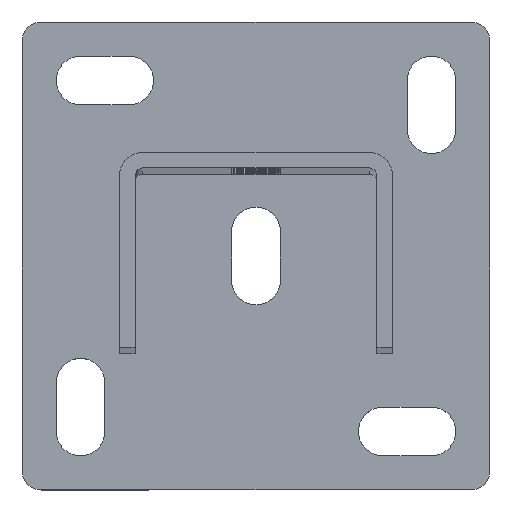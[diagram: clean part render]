
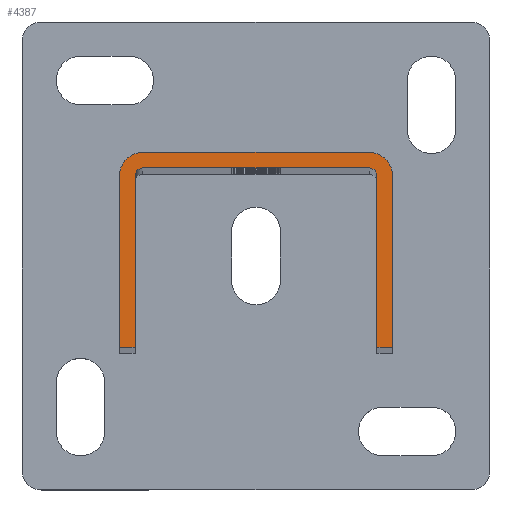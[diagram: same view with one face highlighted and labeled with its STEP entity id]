
A CAD part, top view. The second image highlights one B-rep face of the part: STEP entity #4387.
In plain terms, the highlighted planar face has unit normal (0, 0, 1).
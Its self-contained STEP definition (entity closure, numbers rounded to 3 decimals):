
#16 = VECTOR ( 'NONE', #8843, 1000. ) ;
#107 = CARTESIAN_POINT ( 'NONE',  ( -29., 19., 908. ) ) ;
#149 = VERTEX_POINT ( 'NONE', #4467 ) ;
#416 = CARTESIAN_POINT ( 'NONE',  ( 29., 25., 908. ) ) ;
#650 = EDGE_LOOP ( 'NONE', ( #5906, #7556, #5724, #2382, #5920, #2635, #8699, #4624, #10742, #5104, #5190, #3647 ) ) ;
#822 = EDGE_CURVE ( 'NONE', #2925, #5018, #1220, .T. ) ;
#1173 = VECTOR ( 'NONE', #5121, 1000. ) ;
#1220 = CIRCLE ( 'NONE', #10441, 6. ) ;
#1250 = LINE ( 'NONE', #7244, #4604 ) ;
#1254 = AXIS2_PLACEMENT_3D ( 'NONE', #6015, #1870, #10962 ) ;
#1454 = LINE ( 'NONE', #7395, #6442 ) ;
#1614 = CIRCLE ( 'NONE', #3202, 2. ) ;
#1668 = VERTEX_POINT ( 'NONE', #4507 ) ;
#1838 = CIRCLE ( 'NONE', #8226, 2. ) ;
#1870 = DIRECTION ( 'NONE',  ( 0., 0., -1. ) ) ;
#1895 = CARTESIAN_POINT ( 'NONE',  ( -29., 19., 908. ) ) ;
#2070 = CARTESIAN_POINT ( 'NONE',  ( -35., -25., 908. ) ) ;
#2080 = EDGE_CURVE ( 'NONE', #6495, #2689, #1250, .T. ) ;
#2167 = VERTEX_POINT ( 'NONE', #2297 ) ;
#2234 = CARTESIAN_POINT ( 'NONE',  ( 29., 19., 908. ) ) ;
#2297 = CARTESIAN_POINT ( 'NONE',  ( -35., 19., 908. ) ) ;
#2382 = ORIENTED_EDGE ( 'NONE', *, *, #822, .F. ) ;
#2576 = CARTESIAN_POINT ( 'NONE',  ( -31., -25., 908. ) ) ;
#2635 = ORIENTED_EDGE ( 'NONE', *, *, #5457, .F. ) ;
#2689 = VERTEX_POINT ( 'NONE', #9250 ) ;
#2752 = EDGE_CURVE ( 'NONE', #6097, #10918, #6066, .T. ) ;
#2899 = DIRECTION ( 'NONE',  ( 0., 0., -1. ) ) ;
#2925 = VERTEX_POINT ( 'NONE', #416 ) ;
#2959 = EDGE_CURVE ( 'NONE', #1668, #2167, #6304, .T. ) ;
#3085 = EDGE_CURVE ( 'NONE', #149, #7801, #8173, .T. ) ;
#3152 = EDGE_CURVE ( 'NONE', #7801, #6097, #1614, .T. ) ;
#3202 = AXIS2_PLACEMENT_3D ( 'NONE', #107, #9479, #8595 ) ;
#3207 = VECTOR ( 'NONE', #7742, 1000. ) ;
#3384 = VECTOR ( 'NONE', #5445, 1000. ) ;
#3647 = ORIENTED_EDGE ( 'NONE', *, *, #8287, .T. ) ;
#3692 = VERTEX_POINT ( 'NONE', #10462 ) ;
#3794 = DIRECTION ( 'NONE',  ( 0., -1., 0. ) ) ;
#3991 = DIRECTION ( 'NONE',  ( 0., -1., 0. ) ) ;
#4387 = ADVANCED_FACE ( 'NONE', ( #7596 ), #6814, .F. ) ;
#4467 = CARTESIAN_POINT ( 'NONE',  ( -31., -25., 908. ) ) ;
#4500 = CARTESIAN_POINT ( 'NONE',  ( 35., 19., 908. ) ) ;
#4507 = CARTESIAN_POINT ( 'NONE',  ( -35., -25., 908. ) ) ;
#4604 = VECTOR ( 'NONE', #3794, 1000. ) ;
#4624 = ORIENTED_EDGE ( 'NONE', *, *, #10883, .F. ) ;
#4774 = DIRECTION ( 'NONE',  ( 1., 0., 0. ) ) ;
#5018 = VERTEX_POINT ( 'NONE', #4500 ) ;
#5104 = ORIENTED_EDGE ( 'NONE', *, *, #3152, .T. ) ;
#5121 = DIRECTION ( 'NONE',  ( -1., 0., 0. ) ) ;
#5190 = ORIENTED_EDGE ( 'NONE', *, *, #2752, .T. ) ;
#5231 = CARTESIAN_POINT ( 'NONE',  ( -29., 21., 908. ) ) ;
#5445 = DIRECTION ( 'NONE',  ( -1., 0., 0. ) ) ;
#5457 = EDGE_CURVE ( 'NONE', #2167, #3692, #10820, .T. ) ;
#5663 = CARTESIAN_POINT ( 'NONE',  ( 31., 19., 908. ) ) ;
#5724 = ORIENTED_EDGE ( 'NONE', *, *, #8896, .F. ) ;
#5906 = ORIENTED_EDGE ( 'NONE', *, *, #2080, .T. ) ;
#5920 = ORIENTED_EDGE ( 'NONE', *, *, #7486, .F. ) ;
#5924 = CARTESIAN_POINT ( 'NONE',  ( -31., -25., 908. ) ) ;
#6015 = CARTESIAN_POINT ( 'NONE',  ( 29., 19., 908. ) ) ;
#6066 = LINE ( 'NONE', #5231, #3207 ) ;
#6097 = VERTEX_POINT ( 'NONE', #8381 ) ;
#6304 = LINE ( 'NONE', #2070, #16 ) ;
#6405 = EDGE_CURVE ( 'NONE', #6604, #2689, #8736, .T. ) ;
#6442 = VECTOR ( 'NONE', #3991, 1000. ) ;
#6495 = VERTEX_POINT ( 'NONE', #5663 ) ;
#6503 = DIRECTION ( 'NONE',  ( -1., 0., 0. ) ) ;
#6604 = VERTEX_POINT ( 'NONE', #6723 ) ;
#6669 = DIRECTION ( 'NONE',  ( 0., 0., -1. ) ) ;
#6723 = CARTESIAN_POINT ( 'NONE',  ( 35., -25., 908. ) ) ;
#6814 = PLANE ( 'NONE',  #1254 ) ;
#6853 = CARTESIAN_POINT ( 'NONE',  ( 29., 19., 908. ) ) ;
#6878 = CARTESIAN_POINT ( 'NONE',  ( -31., 19., 908. ) ) ;
#7244 = CARTESIAN_POINT ( 'NONE',  ( 31., 19., 908. ) ) ;
#7395 = CARTESIAN_POINT ( 'NONE',  ( 35., 19., 908. ) ) ;
#7486 = EDGE_CURVE ( 'NONE', #3692, #2925, #9844, .T. ) ;
#7556 = ORIENTED_EDGE ( 'NONE', *, *, #6405, .F. ) ;
#7596 = FACE_OUTER_BOUND ( 'NONE', #650, .T. ) ;
#7742 = DIRECTION ( 'NONE',  ( 1., 0., 0. ) ) ;
#7744 = DIRECTION ( 'NONE',  ( 0., 0., -1. ) ) ;
#7801 = VERTEX_POINT ( 'NONE', #6878 ) ;
#8173 = LINE ( 'NONE', #5924, #9566 ) ;
#8226 = AXIS2_PLACEMENT_3D ( 'NONE', #6853, #7744, #10955 ) ;
#8287 = EDGE_CURVE ( 'NONE', #10918, #6495, #1838, .T. ) ;
#8381 = CARTESIAN_POINT ( 'NONE',  ( -29., 21., 908. ) ) ;
#8595 = DIRECTION ( 'NONE',  ( 1., 0., 0. ) ) ;
#8699 = ORIENTED_EDGE ( 'NONE', *, *, #2959, .F. ) ;
#8736 = LINE ( 'NONE', #9790, #3384 ) ;
#8741 = VECTOR ( 'NONE', #4774, 1000. ) ;
#8843 = DIRECTION ( 'NONE',  ( 0., 1., 0. ) ) ;
#8882 = AXIS2_PLACEMENT_3D ( 'NONE', #1895, #2899, #10555 ) ;
#8896 = EDGE_CURVE ( 'NONE', #5018, #6604, #1454, .T. ) ;
#8999 = DIRECTION ( 'NONE',  ( 0., 1., 0. ) ) ;
#9250 = CARTESIAN_POINT ( 'NONE',  ( 31., -25., 908. ) ) ;
#9479 = DIRECTION ( 'NONE',  ( 0., 0., -1. ) ) ;
#9566 = VECTOR ( 'NONE', #8999, 1000. ) ;
#9790 = CARTESIAN_POINT ( 'NONE',  ( 35., -25., 908. ) ) ;
#9844 = LINE ( 'NONE', #10061, #8741 ) ;
#9972 = LINE ( 'NONE', #2576, #1173 ) ;
#10061 = CARTESIAN_POINT ( 'NONE',  ( -29., 25., 908. ) ) ;
#10302 = CARTESIAN_POINT ( 'NONE',  ( 29., 21., 908. ) ) ;
#10441 = AXIS2_PLACEMENT_3D ( 'NONE', #2234, #6669, #6503 ) ;
#10462 = CARTESIAN_POINT ( 'NONE',  ( -29., 25., 908. ) ) ;
#10555 = DIRECTION ( 'NONE',  ( -1., 0., 0. ) ) ;
#10742 = ORIENTED_EDGE ( 'NONE', *, *, #3085, .T. ) ;
#10820 = CIRCLE ( 'NONE', #8882, 6. ) ;
#10883 = EDGE_CURVE ( 'NONE', #149, #1668, #9972, .T. ) ;
#10918 = VERTEX_POINT ( 'NONE', #10302 ) ;
#10955 = DIRECTION ( 'NONE',  ( 1., 0., 0. ) ) ;
#10962 = DIRECTION ( 'NONE',  ( -1., 0., 0. ) ) ;
